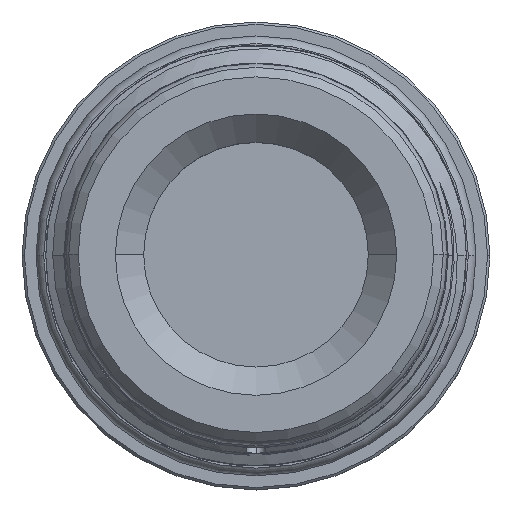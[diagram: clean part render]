
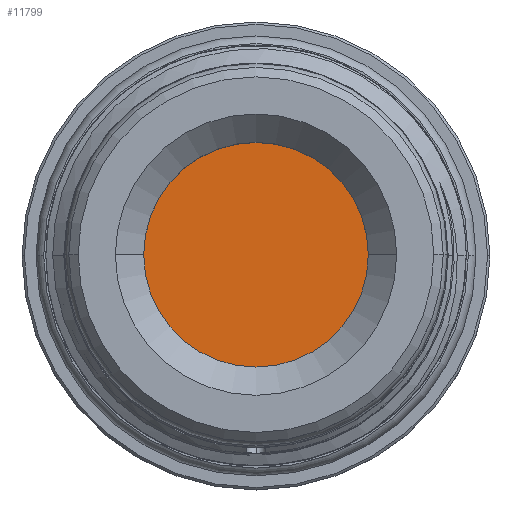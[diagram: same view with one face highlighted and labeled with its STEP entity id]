
A CAD part, top view. The second image highlights one B-rep face of the part: STEP entity #11799.
In plain terms, the highlighted planar face has unit normal (0, 0, 1).
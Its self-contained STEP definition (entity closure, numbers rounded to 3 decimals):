
#1846 = PLANE ( 'NONE',  #58285 ) ;
#2262 = DIRECTION ( 'NONE',  ( 1., 0., 0. ) ) ;
#6067 = DIRECTION ( 'NONE',  ( 1., 0., 0. ) ) ;
#8658 = EDGE_CURVE ( 'NONE', #58394, #22656, #40697, .T. ) ;
#8878 = ORIENTED_EDGE ( 'NONE', *, *, #8658, .T. ) ;
#9915 = CARTESIAN_POINT ( 'NONE',  ( 0., 0., 94.261 ) ) ;
#10600 = CARTESIAN_POINT ( 'NONE',  ( 0., 0., 94.261 ) ) ;
#11799 = ADVANCED_FACE ( 'NONE', ( #31698 ), #1846, .T. ) ;
#16108 = CARTESIAN_POINT ( 'NONE',  ( 0., 0., 94.261 ) ) ;
#22656 = VERTEX_POINT ( 'NONE', #45827 ) ;
#26600 = AXIS2_PLACEMENT_3D ( 'NONE', #9915, #37553, #32979 ) ;
#29239 = CARTESIAN_POINT ( 'NONE',  ( 9.525, 0., 94.261 ) ) ;
#30471 = DIRECTION ( 'NONE',  ( 0., 0., 1. ) ) ;
#31698 = FACE_OUTER_BOUND ( 'NONE', #37087, .T. ) ;
#32837 = CIRCLE ( 'NONE', #57825, 9.525 ) ;
#32979 = DIRECTION ( 'NONE',  ( 1., 0., 0. ) ) ;
#33661 = DIRECTION ( 'NONE',  ( 0., 0., 1. ) ) ;
#37087 = EDGE_LOOP ( 'NONE', ( #8878, #37977 ) ) ;
#37553 = DIRECTION ( 'NONE',  ( 0., 0., 1. ) ) ;
#37977 = ORIENTED_EDGE ( 'NONE', *, *, #57484, .T. ) ;
#40697 = CIRCLE ( 'NONE', #26600, 9.525 ) ;
#45827 = CARTESIAN_POINT ( 'NONE',  ( -9.525, 0., 94.261 ) ) ;
#57484 = EDGE_CURVE ( 'NONE', #22656, #58394, #32837, .T. ) ;
#57825 = AXIS2_PLACEMENT_3D ( 'NONE', #10600, #33661, #6067 ) ;
#58285 = AXIS2_PLACEMENT_3D ( 'NONE', #16108, #30471, #2262 ) ;
#58394 = VERTEX_POINT ( 'NONE', #29239 ) ;
